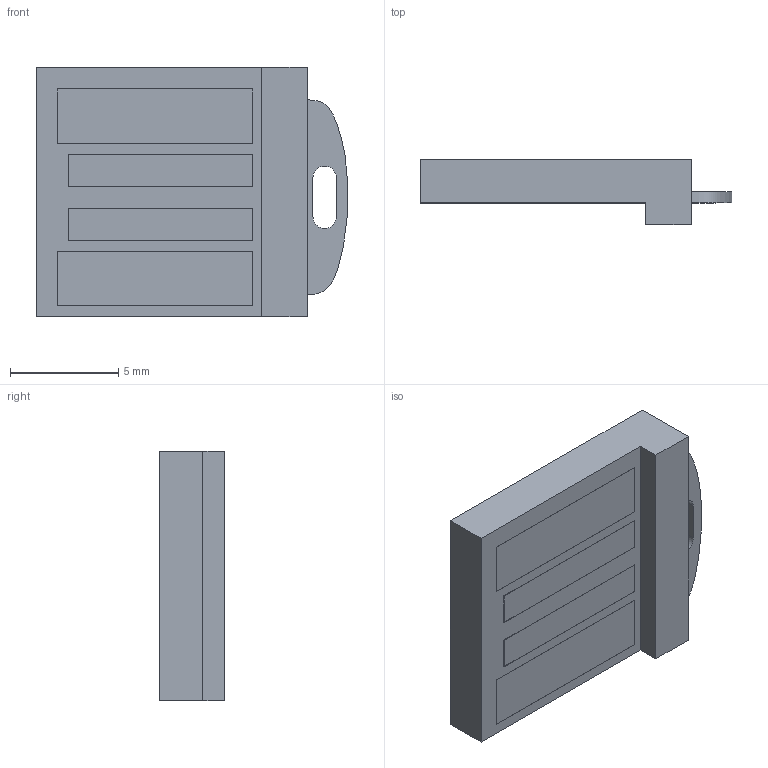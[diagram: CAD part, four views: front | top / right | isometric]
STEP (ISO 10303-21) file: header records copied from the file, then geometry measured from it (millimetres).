
FILE_DESCRIPTION(/* description */ (''),/* implementation_level */ '2;1');
FILE_NAME(/* name */ 'Yubikey nano v4.stp',/* time_stamp */ '2025-09-12T00:24:05+02:00',/* author */ (''),/* organization */ (''),/* preprocessor_version */ 'ST-DEVELOPER v20.1',/* originating_system */ 'Autodesk Translation Framework v14.10.0.0',/* authorisation */ '');
FILE_SCHEMA (('AUTOMOTIVE_DESIGN { 1 0 10303 214 3 1 1 }'));
Length unit declared in the file: millimetre
Products named in the file (1): Yubikey nano
Bounding box: 14.37 x 3 x 11.5 mm (x, y, z)
Volume: 316.5 mm3; surface area: 438.2 mm2
Topology: 1 solids, 1 shells, 35 faces, 84 edges, 56 vertices
Faces by surface type: plane 32, cylinder 2, bspline 1
Entity records: 1131 total; most frequent: CARTESIAN_POINT 253, ORIENTED_EDGE 168, DIRECTION 156, EDGE_CURVE 84, LINE 78, VECTOR 78, VERTEX_POINT 56, EDGE_LOOP 42
